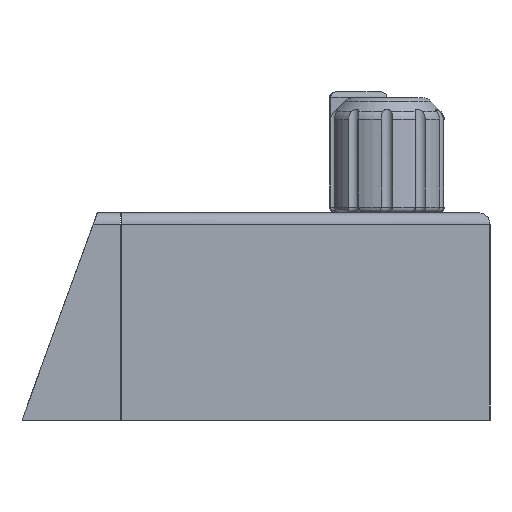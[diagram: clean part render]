
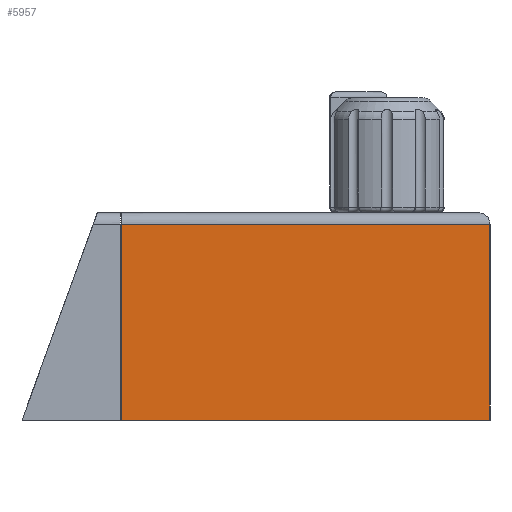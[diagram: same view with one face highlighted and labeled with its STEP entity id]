
A CAD part, left-side view. The second image highlights one B-rep face of the part: STEP entity #5957.
In plain terms, the highlighted planar face has unit normal (-1, 0, 0).
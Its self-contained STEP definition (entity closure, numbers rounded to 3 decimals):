
#480=PLANE('',#6487);
#832=LINE('',#10438,#1362);
#853=LINE('',#10490,#1383);
#867=LINE('',#10516,#1397);
#870=LINE('',#10521,#1400);
#1362=VECTOR('',#7477,10.);
#1383=VECTOR('',#7516,10.);
#1397=VECTOR('',#7542,10.);
#1400=VECTOR('',#7549,10.);
#1917=FACE_OUTER_BOUND('',#2281,.T.);
#2281=EDGE_LOOP('',(#5436,#5437,#5438,#5439));
#2939=VERTEX_POINT('',#10435);
#2940=VERTEX_POINT('',#10437);
#2960=VERTEX_POINT('',#10482);
#2962=VERTEX_POINT('',#10488);
#3678=EDGE_CURVE('',#2939,#2940,#832,.T.);
#3704=EDGE_CURVE('',#2962,#2960,#853,.T.);
#3719=EDGE_CURVE('',#2940,#2962,#867,.T.);
#3722=EDGE_CURVE('',#2939,#2960,#870,.T.);
#5436=ORIENTED_EDGE('',*,*,#3704,.F.);
#5437=ORIENTED_EDGE('',*,*,#3719,.F.);
#5438=ORIENTED_EDGE('',*,*,#3678,.F.);
#5439=ORIENTED_EDGE('',*,*,#3722,.T.);
#5957=ADVANCED_FACE('',(#1917),#480,.T.);
#6487=AXIS2_PLACEMENT_3D('',#10804,#7845,#7846);
#7477=DIRECTION('',(0.,1.,0.));
#7516=DIRECTION('',(0.,-1.,0.));
#7542=DIRECTION('',(0.,0.,1.));
#7549=DIRECTION('',(0.,0.,1.));
#7845=DIRECTION('center_axis',(-1.,0.,0.));
#7846=DIRECTION('ref_axis',(0.,-1.,0.));
#10435=CARTESIAN_POINT('',(-47.,-16.,-15.));
#10437=CARTESIAN_POINT('',(-47.,16.,-15.));
#10438=CARTESIAN_POINT('',(-47.,16.,-15.));
#10482=CARTESIAN_POINT('',(-47.,-16.,2.));
#10488=CARTESIAN_POINT('',(-47.,16.,2.));
#10490=CARTESIAN_POINT('',(-47.,8.,2.));
#10516=CARTESIAN_POINT('',(-47.,16.,0.));
#10521=CARTESIAN_POINT('',(-47.,-16.,0.));
#10804=CARTESIAN_POINT('Origin',(-47.,16.,0.));
